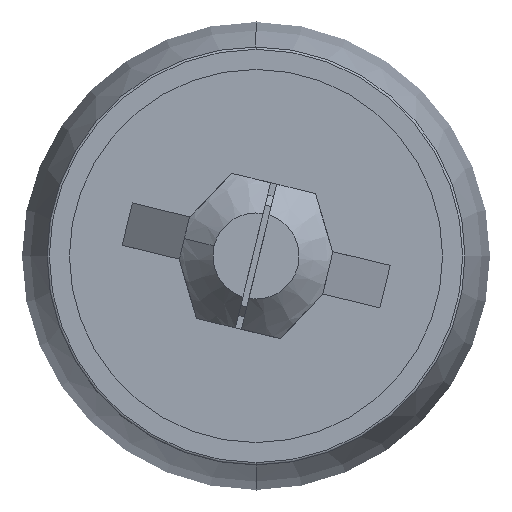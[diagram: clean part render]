
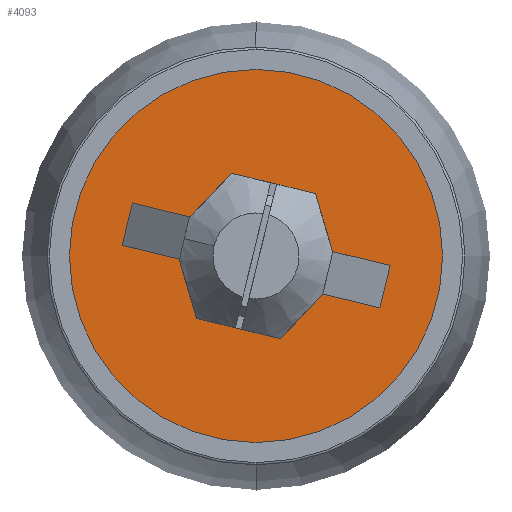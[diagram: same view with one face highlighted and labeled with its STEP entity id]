
A CAD part, front view. The second image highlights one B-rep face of the part: STEP entity #4093.
In plain terms, the highlighted planar face has unit normal (0, -1, 0).
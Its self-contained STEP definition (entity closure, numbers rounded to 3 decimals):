
#55 = CIRCLE ( 'NONE', #1186, 15. ) ;
#109 = CIRCLE ( 'NONE', #3051, 5.25 ) ;
#352 = EDGE_CURVE ( 'NONE', #4179, #3165, #55, .T. ) ;
#489 = EDGE_LOOP ( 'NONE', ( #3849, #4174 ) ) ;
#584 = DIRECTION ( 'NONE',  ( 1., 0., 0. ) ) ;
#611 = DIRECTION ( 'NONE',  ( 0., 1., 0. ) ) ;
#737 = DIRECTION ( 'NONE',  ( 0., 1., 0. ) ) ;
#899 = ORIENTED_EDGE ( 'NONE', *, *, #3267, .T. ) ;
#1106 = DIRECTION ( 'NONE',  ( 1., 0., 0. ) ) ;
#1186 = AXIS2_PLACEMENT_3D ( 'NONE', #3526, #3122, #584 ) ;
#1225 = CARTESIAN_POINT ( 'NONE',  ( 93.162, -141.043, -58.03 ) ) ;
#1314 = PLANE ( 'NONE',  #4710 ) ;
#1404 = CARTESIAN_POINT ( 'NONE',  ( 108.162, -141.043, -58.03 ) ) ;
#1479 = DIRECTION ( 'NONE',  ( 1., 0., 0. ) ) ;
#1489 = CIRCLE ( 'NONE', #2647, 15. ) ;
#1587 = EDGE_CURVE ( 'NONE', #3165, #4179, #1489, .T. ) ;
#1769 = DIRECTION ( 'NONE',  ( 1., 0., 0. ) ) ;
#1868 = CARTESIAN_POINT ( 'NONE',  ( 108.162, -141.043, -58.03 ) ) ;
#2057 = AXIS2_PLACEMENT_3D ( 'NONE', #2938, #3647, #1479 ) ;
#2449 = ORIENTED_EDGE ( 'NONE', *, *, #2835, .T. ) ;
#2500 = FACE_BOUND ( 'NONE', #3990, .T. ) ;
#2647 = AXIS2_PLACEMENT_3D ( 'NONE', #1868, #737, #1106 ) ;
#2757 = CARTESIAN_POINT ( 'NONE',  ( 108.162, -141.043, -58.03 ) ) ;
#2835 = EDGE_CURVE ( 'NONE', #3865, #2928, #109, .T. ) ;
#2928 = VERTEX_POINT ( 'NONE', #3983 ) ;
#2938 = CARTESIAN_POINT ( 'NONE',  ( 108.162, -141.043, -58.03 ) ) ;
#2967 = CIRCLE ( 'NONE', #2057, 5.25 ) ;
#3051 = AXIS2_PLACEMENT_3D ( 'NONE', #1404, #4016, #1769 ) ;
#3122 = DIRECTION ( 'NONE',  ( 0., 1., 0. ) ) ;
#3165 = VERTEX_POINT ( 'NONE', #1225 ) ;
#3185 = DIRECTION ( 'NONE',  ( 1., 0., 0. ) ) ;
#3220 = CARTESIAN_POINT ( 'NONE',  ( 123.162, -141.043, -58.03 ) ) ;
#3267 = EDGE_CURVE ( 'NONE', #2928, #3865, #2967, .T. ) ;
#3526 = CARTESIAN_POINT ( 'NONE',  ( 108.162, -141.043, -58.03 ) ) ;
#3647 = DIRECTION ( 'NONE',  ( 0., 1., 0. ) ) ;
#3741 = CARTESIAN_POINT ( 'NONE',  ( 102.912, -141.043, -58.03 ) ) ;
#3849 = ORIENTED_EDGE ( 'NONE', *, *, #1587, .F. ) ;
#3865 = VERTEX_POINT ( 'NONE', #3741 ) ;
#3983 = CARTESIAN_POINT ( 'NONE',  ( 113.412, -141.043, -58.03 ) ) ;
#3990 = EDGE_LOOP ( 'NONE', ( #2449, #899 ) ) ;
#4016 = DIRECTION ( 'NONE',  ( 0., 1., 0. ) ) ;
#4093 = ADVANCED_FACE ( 'NONE', ( #2500, #4106 ), #1314, .F. ) ;
#4106 = FACE_OUTER_BOUND ( 'NONE', #489, .T. ) ;
#4174 = ORIENTED_EDGE ( 'NONE', *, *, #352, .F. ) ;
#4179 = VERTEX_POINT ( 'NONE', #3220 ) ;
#4710 = AXIS2_PLACEMENT_3D ( 'NONE', #2757, #611, #3185 ) ;
